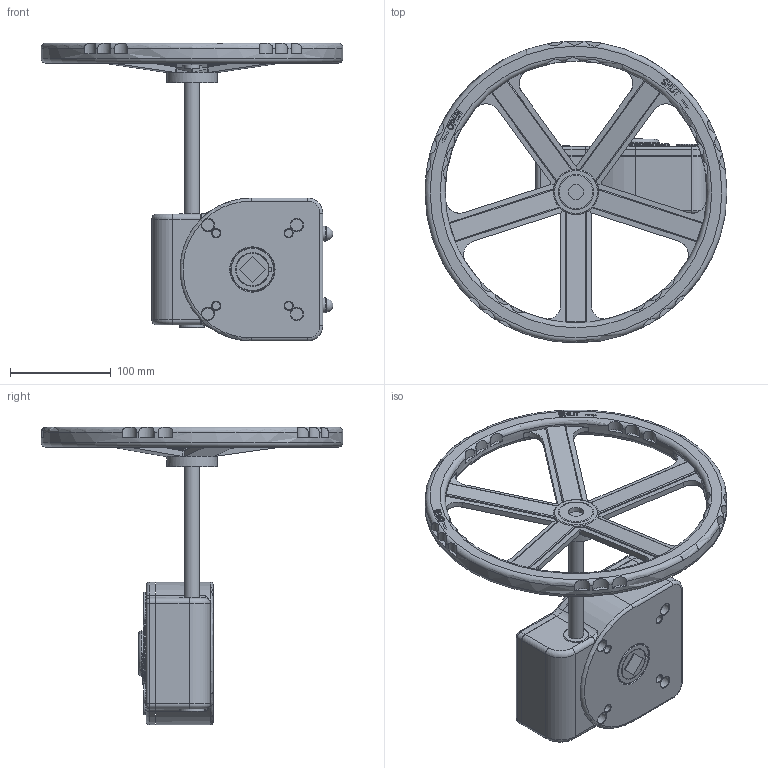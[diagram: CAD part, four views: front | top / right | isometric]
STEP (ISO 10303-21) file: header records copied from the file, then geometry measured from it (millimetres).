
FILE_DESCRIPTION(/* description */ (''),/* implementation_level */ '2;1');
FILE_NAME(/* name */ 'HAM-4_3D_STEP.stp',/* time_stamp */ '2024-08-15T23:45:54+03:00',/* author */ ('igorr'),/* organization */ (''),/* preprocessor_version */ 'ST-DEVELOPER v20',/* originating_system */ 'Autodesk Inventor 2025',/* authorisation */ '');
FILE_SCHEMA (('AUTOMOTIVE_DESIGN { 1 0 10303 214 3 1 1 }'));
Products named in the file (4): Сборка; Деталь 2; Деталь1; BS 4168 - M10 x 16
Assembly tree (6 placements, depth 2):
  Сборка
    Деталь 2
    Деталь1
    BS 4168 - M10 x 16  x4
Bounding box: 300 x 300 x 296 mm (x, y, z)
Volume: 1922355.1 mm3; surface area: 268727.5 mm2
Topology: 7 solids, 7 shells, 1478 faces, 3502 edges, 2089 vertices
Faces by surface type: plane 458, cylinder 445, bspline 314, torus 145, sphere 90, cone 26
Full cylindrical faces by diameter (mm): 8 x4, 10 x4, 12 x4, 15 x12, 20 x4, 25 x1, 25.4 x1, 32.7 x1, 43 x1, 44 x1, 45 x1, 50 x1, 65 x1, 260 x1, 300 x1
Entity records: 51106 total; most frequent: CARTESIAN_POINT 17678, ORIENTED_EDGE 6812, DIRECTION 6377, EDGE_CURVE 3406, AXIS2_PLACEMENT_3D 2435, VERTEX_POINT 2029, EDGE_LOOP 1513, LINE 1507
